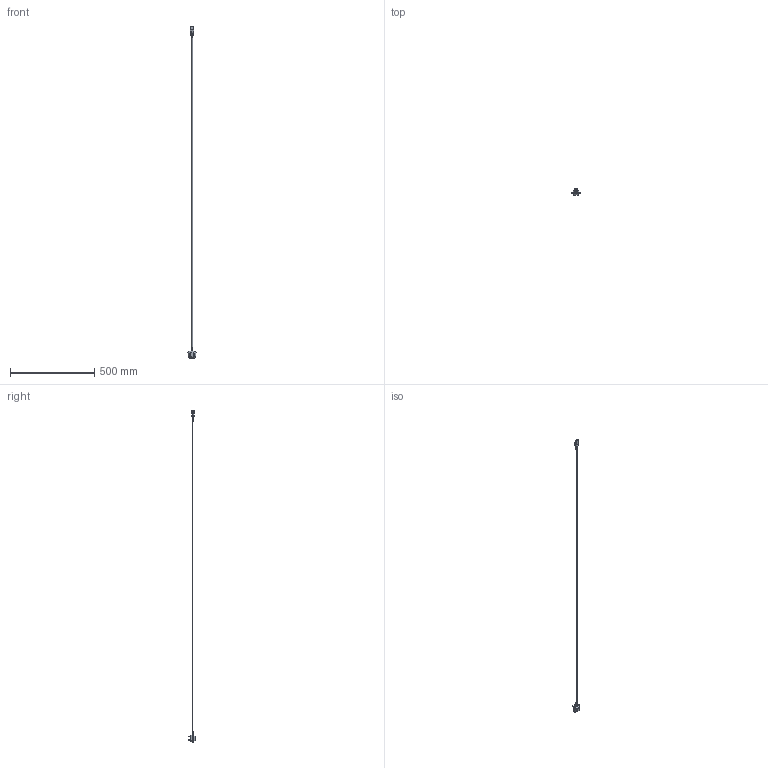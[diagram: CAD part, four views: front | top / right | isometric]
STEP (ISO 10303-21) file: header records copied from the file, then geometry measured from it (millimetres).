
FILE_DESCRIPTION (( 'STEP AP203' ), '1' );
FILE_NAME ('1806-01.STEP', '2014-11-07T11:31:40', ( '' ), ( '' ), 'SwSTEP 2.0', 'SolidWorks 2014', '' );
FILE_SCHEMA (( 'CONFIG_CONTROL_DESIGN' ));
Length unit declared in the file: millimetre
Products named in the file (3): 1806-01Cable; 1806-01Plug; 1806-01
Assembly tree (2 placements, depth 2):
  1806-01
    1806-01Cable
    1806-01Plug
Bounding box: 48.32 x 41 x 1966.2 mm (x, y, z)
Volume: 106242.4 mm3; surface area: 49774.6 mm2
Topology: 2 solids, 2 shells, 312 faces, 846 edges, 536 vertices
Faces by surface type: plane 144, cylinder 90, bspline 70, torus 8
Entity records: 22133 total; most frequent: CARTESIAN_POINT 14681, ORIENTED_EDGE 1688, DIRECTION 1194, EDGE_CURVE 844, VERTEX_POINT 536, AXIS2_PLACEMENT_3D 402, LINE 390, VECTOR 390
